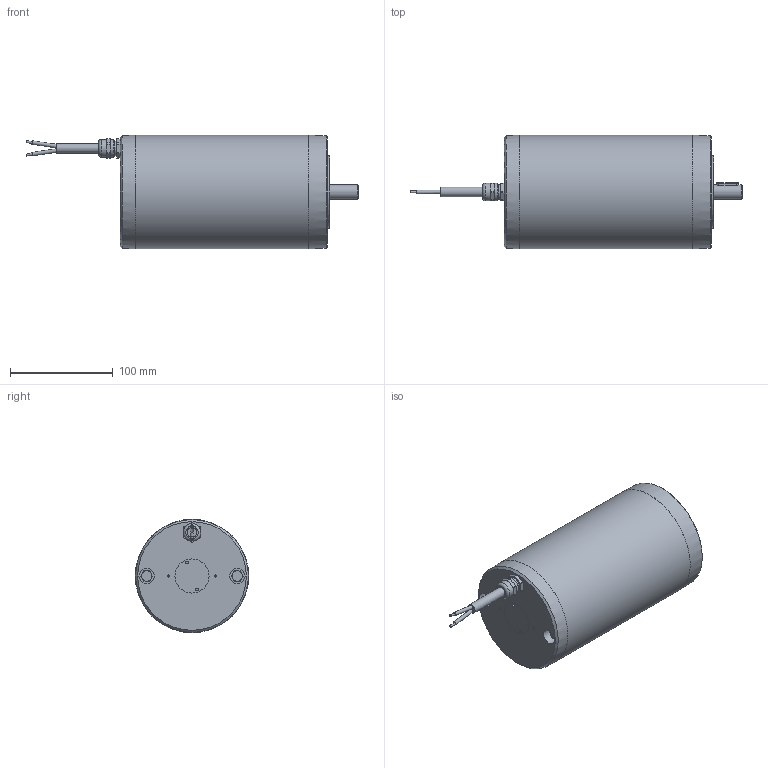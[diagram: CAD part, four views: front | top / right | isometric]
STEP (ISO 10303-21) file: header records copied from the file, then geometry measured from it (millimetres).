
FILE_DESCRIPTION (( 'STEP AP203' ), '1' );
FILE_NAME ('VGM 8070.STEP', '2019-11-21T12:25:39', ( '' ), ( '' ), 'SwSTEP 2.0', 'SolidWorks 2019', '' );
FILE_SCHEMA (( 'CONFIG_CONTROL_DESIGN' ));
Length unit declared in the file: millimetre
Products named in the file (1): VGM 8070
Bounding box: 322.43 x 110 x 110 mm (x, y, z)
Volume: 1912932.3 mm3; surface area: 96463.4 mm2
Topology: 1 solids, 1 shells, 169 faces, 359 edges, 220 vertices
Faces by surface type: plane 96, cylinder 47, cone 21, torus 5
Full cylindrical faces by diameter (mm): 2 x2, 2.05 x2, 2.6 x2, 3.5 x2, 5 x4, 9.3 x1, 10 x2, 14 x2, 15 x2, 17 x3, 19 x1, 33.2 x1, 60 x1, 70 x1, 110 x1
Entity records: 4395 total; most frequent: CARTESIAN_POINT 834, DIRECTION 772, ORIENTED_EDGE 620, AXIS2_PLACEMENT_3D 320, EDGE_CURVE 310, EDGE_LOOP 236, VERTEX_POINT 208, FACE_OUTER_BOUND 197
